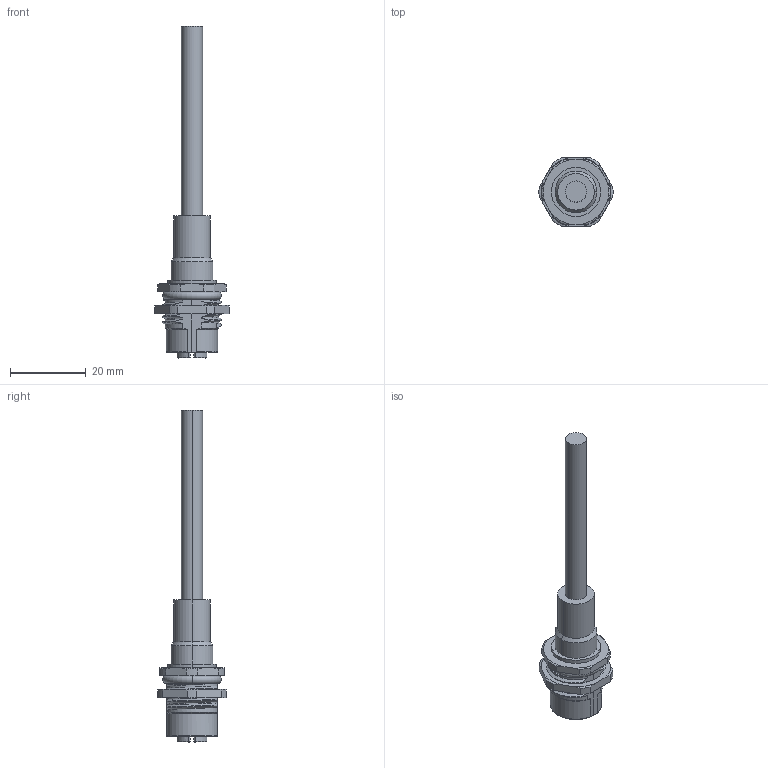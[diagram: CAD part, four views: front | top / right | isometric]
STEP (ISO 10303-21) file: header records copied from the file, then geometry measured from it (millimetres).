
FILE_DESCRIPTION((''),'2;1');
FILE_NAME('3D_1630083024005_M12-F08X-BKR-M','2023-12-19T',('13531'),(''),'PRO/ENGINEER BY PARAMETRIC TECHNOLOGY CORPORATION, 2012480','PRO/ENGINEER BY PARAMETRIC TECHNOLOGY CORPORATION, 2012480','');
FILE_SCHEMA(('CONFIG_CONTROL_DESIGN'));
Length unit declared in the file: millimetre
Products named in the file (1): 3D_1630083024005_M12-F08X-BKR-M
Bounding box: 19.5 x 18 x 87.4 mm (x, y, z)
Volume: 5493.2 mm3; surface area: 4852.4 mm2
Topology: 1 solids, 1 shells, 673 faces, 1888 edges, 1201 vertices
Faces by surface type: cone 230, plane 181, cylinder 152, torus 71, bspline 38, extrusion 1
Entity records: 27433 total; most frequent: CARTESIAN_POINT 7181, ORIENTED_EDGE 3744, DIRECTION 3646, EDGE_CURVE 1872, AXIS2_PLACEMENT_3D 1512, VERTEX_POINT 1201, CIRCLE 878, EDGE_LOOP 721
